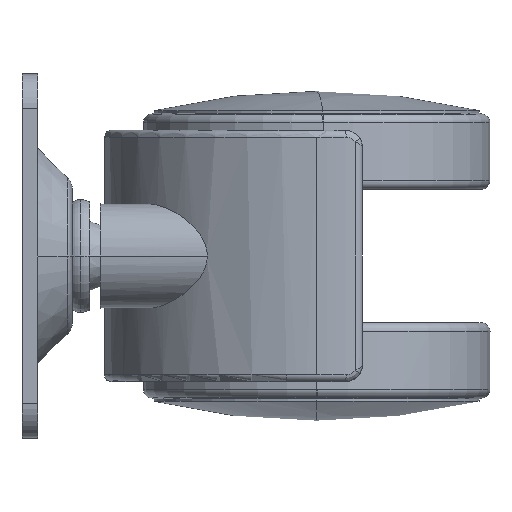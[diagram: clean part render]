
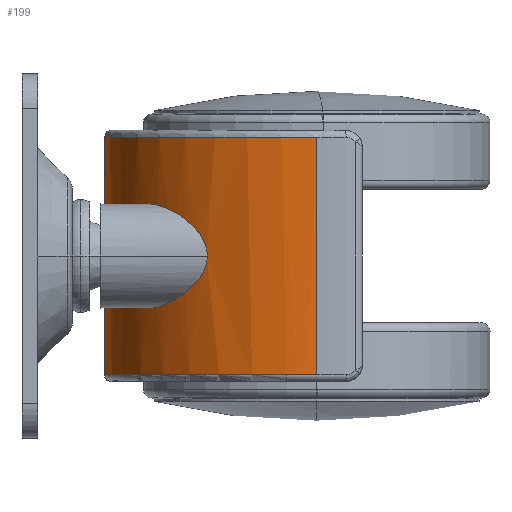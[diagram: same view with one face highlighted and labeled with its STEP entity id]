
A CAD part, left-side view. The second image highlights one B-rep face of the part: STEP entity #199.
In plain terms, the highlighted cylindrical face has radius 24.5 mm (diameter 49 mm), a partial arc.
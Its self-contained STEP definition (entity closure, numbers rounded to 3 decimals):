
#199=ADVANCED_FACE('',(#675,#676),#677,.T.);
#675=FACE_BOUND('',#1452,.T.);
#676=FACE_OUTER_BOUND('',#1453,.T.);
#677=CYLINDRICAL_SURFACE('',#1454,24.5);
#1452=EDGE_LOOP('',(#3021,#3022));
#1453=EDGE_LOOP('',(#3023,#3024,#3025,#3026,#3027,#3028));
#1454=AXIS2_PLACEMENT_3D('',#3029,#3030,#3031);
#3021=ORIENTED_EDGE('',*,*,#5612,.F.);
#3022=ORIENTED_EDGE('',*,*,#5613,.F.);
#3023=ORIENTED_EDGE('',*,*,#5614,.F.);
#3024=ORIENTED_EDGE('',*,*,#5615,.T.);
#3025=ORIENTED_EDGE('',*,*,#5616,.T.);
#3026=ORIENTED_EDGE('',*,*,#5606,.F.);
#3027=ORIENTED_EDGE('',*,*,#5617,.T.);
#3028=ORIENTED_EDGE('',*,*,#5569,.T.);
#3029=CARTESIAN_POINT('',(0.0,0.0,-14.5));
#3030=DIRECTION('',(0.0,0.0,-1.0));
#3031=DIRECTION('',(1.0,0.0,0.0));
#5569=EDGE_CURVE('',#6655,#6661,#6663,.T.);
#5606=EDGE_CURVE('',#6734,#6735,#6736,.T.);
#5612=EDGE_CURVE('',#6746,#6747,#6748,.T.);
#5613=EDGE_CURVE('',#6747,#6746,#6749,.T.);
#5614=EDGE_CURVE('',#6750,#6661,#6751,.T.);
#5615=EDGE_CURVE('',#6750,#6752,#6753,.T.);
#5616=EDGE_CURVE('',#6752,#6735,#6754,.T.);
#5617=EDGE_CURVE('',#6734,#6655,#6755,.T.);
#6655=VERTEX_POINT('',#8283);
#6661=VERTEX_POINT('',#8289);
#6663=CIRCLE('',#8291,24.5);
#6734=VERTEX_POINT('',#8447);
#6735=VERTEX_POINT('',#8448);
#6736=LINE('',#8449,#8450);
#6746=VERTEX_POINT('',#8475);
#6747=VERTEX_POINT('',#8476);
#6748=B_SPLINE_CURVE_WITH_KNOTS('',3,(#8477,#8478,#8479,#8480,#8481,#8482,#8483,#8484,#8485,#8486,#8487,#8488,#8489,#8490,#8491,#8492,#8493,#8494,#8495,#8496,#8497,#8498,#8499,#8500,#8501,#8502),.UNSPECIFIED.,.F.,.F.,(4,1,1,1,1,1,1,1,1,1,1,1,1,1,1,1,1,1,1,1,1,1,1,4),(0.0,0.043,0.087,0.13,0.174,0.217,0.261,0.304,0.348,0.391,0.435,0.478,0.522,0.565,0.609,0.652,0.696,0.739,0.783,0.826,0.87,0.913,0.957,1.0),.UNSPECIFIED.);
#6749=B_SPLINE_CURVE_WITH_KNOTS('',3,(#8503,#8504,#8505,#8506,#8507,#8508,#8509,#8510,#8511,#8512,#8513,#8514,#8515,#8516,#8517,#8518,#8519,#8520,#8521,#8522,#8523,#8524,#8525,#8526,#8527,#8528,#8529,#8530,#8531,#8532),.UNSPECIFIED.,.F.,.F.,(4,1,1,1,1,1,1,1,1,1,1,1,1,1,1,1,1,1,1,1,1,1,1,1,1,1,1,4),(0.0,0.037,0.074,0.111,0.148,0.185,0.222,0.259,0.296,0.333,0.37,0.407,0.444,0.481,0.519,0.556,0.593,0.63,0.667,0.704,0.741,0.778,0.815,0.852,0.889,0.926,0.963,1.0),.UNSPECIFIED.);
#6750=VERTEX_POINT('',#8533);
#6751=LINE('',#8534,#8535);
#6752=VERTEX_POINT('',#8536);
#6753=CIRCLE('',#8537,24.5);
#6754=CIRCLE('',#8538,24.5);
#6755=CIRCLE('',#8539,24.5);
#8283=CARTESIAN_POINT('',(24.251,3.486,13.7));
#8289=CARTESIAN_POINT('',(24.5,0.,13.7));
#8291=AXIS2_PLACEMENT_3D('',#10744,#10745,#10746);
#8447=CARTESIAN_POINT('',(-24.5,0.,13.7));
#8448=CARTESIAN_POINT('',(-24.5,0.,-13.7));
#8449=CARTESIAN_POINT('',(-24.5,0.,0.));
#8450=VECTOR('',#10807,1.0);
#8475=CARTESIAN_POINT('',(-21.0,12.619,0.0));
#8476=CARTESIAN_POINT('',(-9.0,22.787,0.0));
#8477=CARTESIAN_POINT('',(-21.0,12.619,0.0));
#8478=CARTESIAN_POINT('',(-21.0,12.619,0.222));
#8479=CARTESIAN_POINT('',(-20.976,12.66,0.658));
#8480=CARTESIAN_POINT('',(-20.869,12.836,1.302));
#8481=CARTESIAN_POINT('',(-20.704,13.101,1.892));
#8482=CARTESIAN_POINT('',(-20.498,13.422,2.424));
#8483=CARTESIAN_POINT('',(-20.258,13.781,2.906));
#8484=CARTESIAN_POINT('',(-19.977,14.187,3.366));
#8485=CARTESIAN_POINT('',(-19.642,14.648,3.815));
#8486=CARTESIAN_POINT('',(-19.263,15.143,4.234));
#8487=CARTESIAN_POINT('',(-18.851,15.654,4.613));
#8488=CARTESIAN_POINT('',(-18.381,16.204,4.969));
#8489=CARTESIAN_POINT('',(-17.827,16.813,5.307));
#8490=CARTESIAN_POINT('',(-17.159,17.498,5.617));
#8491=CARTESIAN_POINT('',(-16.337,18.271,5.873));
#8492=CARTESIAN_POINT('',(-15.371,19.094,6.019));
#8493=CARTESIAN_POINT('',(-14.256,19.942,5.991));
#8494=CARTESIAN_POINT('',(-13.125,20.701,5.738));
#8495=CARTESIAN_POINT('',(-12.093,21.317,5.288));
#8496=CARTESIAN_POINT('',(-11.183,21.806,4.67));
#8497=CARTESIAN_POINT('',(-10.422,22.177,3.927));
#8498=CARTESIAN_POINT('',(-9.796,22.459,3.05));
#8499=CARTESIAN_POINT('',(-9.344,22.649,2.095));
#8500=CARTESIAN_POINT('',(-9.063,22.762,1.061));
#8501=CARTESIAN_POINT('',(-9.0,22.787,0.358));
#8502=CARTESIAN_POINT('',(-9.0,22.787,0.0));
#8503=CARTESIAN_POINT('',(-9.0,22.787,0.0));
#8504=CARTESIAN_POINT('',(-9.0,22.787,-0.216));
#8505=CARTESIAN_POINT('',(-9.023,22.778,-0.648));
#8506=CARTESIAN_POINT('',(-9.131,22.735,-1.303));
#8507=CARTESIAN_POINT('',(-9.308,22.663,-1.934));
#8508=CARTESIAN_POINT('',(-9.543,22.566,-2.519));
#8509=CARTESIAN_POINT('',(-9.835,22.44,-3.076));
#8510=CARTESIAN_POINT('',(-10.218,22.269,-3.648));
#8511=CARTESIAN_POINT('',(-10.733,22.027,-4.248));
#8512=CARTESIAN_POINT('',(-11.436,21.673,-4.859));
#8513=CARTESIAN_POINT('',(-12.242,21.229,-5.355));
#8514=CARTESIAN_POINT('',(-13.05,20.743,-5.695));
#8515=CARTESIAN_POINT('',(-13.848,20.219,-5.907));
#8516=CARTESIAN_POINT('',(-14.64,19.653,-6.007));
#8517=CARTESIAN_POINT('',(-15.461,19.015,-6.002));
#8518=CARTESIAN_POINT('',(-16.289,18.312,-5.879));
#8519=CARTESIAN_POINT('',(-17.048,17.605,-5.656));
#8520=CARTESIAN_POINT('',(-17.687,16.96,-5.377));
#8521=CARTESIAN_POINT('',(-18.217,16.388,-5.076));
#8522=CARTESIAN_POINT('',(-18.671,15.868,-4.756));
#8523=CARTESIAN_POINT('',(-19.073,15.382,-4.416));
#8524=CARTESIAN_POINT('',(-19.444,14.909,-4.043));
#8525=CARTESIAN_POINT('',(-19.793,14.443,-3.623));
#8526=CARTESIAN_POINT('',(-20.109,13.998,-3.162));
#8527=CARTESIAN_POINT('',(-20.392,13.583,-2.655));
#8528=CARTESIAN_POINT('',(-20.637,13.208,-2.089));
#8529=CARTESIAN_POINT('',(-20.833,12.894,-1.46));
#8530=CARTESIAN_POINT('',(-20.967,12.674,-0.755));
#8531=CARTESIAN_POINT('',(-21.0,12.619,-0.258));
#8532=CARTESIAN_POINT('',(-21.0,12.619,0.0));
#8533=CARTESIAN_POINT('',(24.5,0.,-13.7));
#8534=CARTESIAN_POINT('',(24.5,0.,0.));
#8535=VECTOR('',#10815,1.0);
#8536=CARTESIAN_POINT('',(-24.251,3.486,-13.7));
#8537=AXIS2_PLACEMENT_3D('',#10816,#10817,#10818);
#8538=AXIS2_PLACEMENT_3D('',#10819,#10820,#10821);
#8539=AXIS2_PLACEMENT_3D('',#10822,#10823,#10824);
#10744=CARTESIAN_POINT('',(0.0,0.0,13.7));
#10745=DIRECTION('',(-0.0,0.0,-1.0));
#10746=DIRECTION('',(-0.99,-0.139,0.0));
#10807=DIRECTION('',(0.0,0.0,-1.0));
#10815=DIRECTION('',(-0.0,-0.0,1.0));
#10816=CARTESIAN_POINT('',(0.0,0.0,-13.7));
#10817=DIRECTION('',(0.0,0.0,1.0));
#10818=DIRECTION('',(0.99,-0.139,0.0));
#10819=CARTESIAN_POINT('',(0.0,0.0,-13.7));
#10820=DIRECTION('',(0.0,0.0,1.0));
#10821=DIRECTION('',(0.99,-0.139,0.0));
#10822=CARTESIAN_POINT('',(0.0,0.0,13.7));
#10823=DIRECTION('',(-0.0,0.0,-1.0));
#10824=DIRECTION('',(-0.99,-0.139,0.0));
